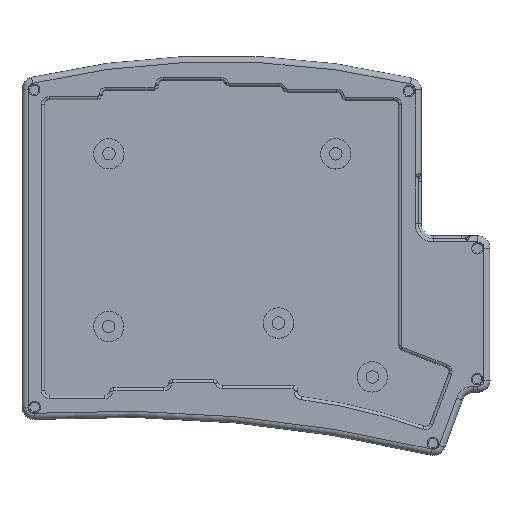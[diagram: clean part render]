
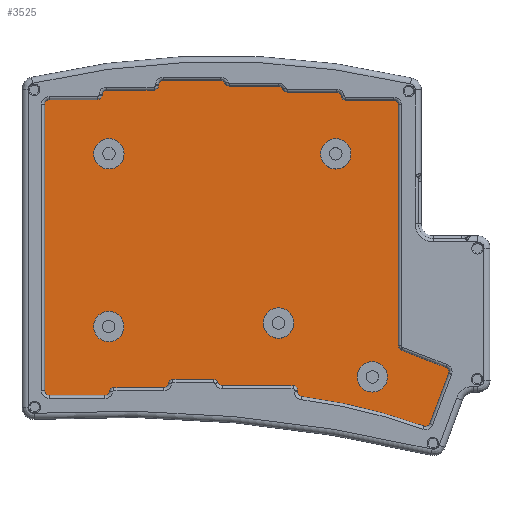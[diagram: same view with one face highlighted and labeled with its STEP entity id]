
A CAD part, top view. The second image highlights one B-rep face of the part: STEP entity #3525.
In plain terms, the highlighted planar face has unit normal (0, 0, 1).
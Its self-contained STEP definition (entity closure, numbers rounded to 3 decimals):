
#214=FACE_BOUND('',#550,.T.);
#215=FACE_BOUND('',#551,.T.);
#216=FACE_BOUND('',#552,.T.);
#217=FACE_BOUND('',#553,.T.);
#218=FACE_BOUND('',#554,.T.);
#245=PLANE('',#3818);
#329=FACE_OUTER_BOUND('',#549,.T.);
#549=EDGE_LOOP('',(#2589,#2590,#2591,#2592,#2593,#2594,#2595,#2596,#2597,
#2598,#2599,#2600,#2601,#2602,#2603));
#550=EDGE_LOOP('',(#2604));
#551=EDGE_LOOP('',(#2605));
#552=EDGE_LOOP('',(#2606));
#553=EDGE_LOOP('',(#2607));
#554=EDGE_LOOP('',(#2608));
#798=LINE('',#5839,#1011);
#802=LINE('',#5849,#1015);
#806=LINE('',#5861,#1019);
#807=LINE('',#5864,#1020);
#808=LINE('',#5872,#1021);
#1011=VECTOR('',#4470,10.);
#1015=VECTOR('',#4480,10.);
#1019=VECTOR('',#4494,10.);
#1020=VECTOR('',#4497,10.);
#1021=VECTOR('',#4504,10.);
#1229=CIRCLE('',#3812,10.5);
#1230=CIRCLE('',#3815,10.5);
#1231=CIRCLE('',#3817,2.);
#1232=CIRCLE('',#3819,2.);
#1233=CIRCLE('',#3820,2.);
#1234=CIRCLE('',#3821,271.59);
#1235=CIRCLE('',#3822,2.);
#1236=CIRCLE('',#3823,2.);
#1237=CIRCLE('',#3824,452.37);
#1238=CIRCLE('',#3825,2.);
#1239=CIRCLE('',#3826,5.);
#1240=CIRCLE('',#3827,5.);
#1241=CIRCLE('',#3828,5.);
#1242=CIRCLE('',#3829,5.);
#1243=CIRCLE('',#3830,5.);
#1555=VERTEX_POINT('',#5836);
#1556=VERTEX_POINT('',#5838);
#1557=VERTEX_POINT('',#5842);
#1558=VERTEX_POINT('',#5844);
#1559=VERTEX_POINT('',#5848);
#1560=VERTEX_POINT('',#5852);
#1561=VERTEX_POINT('',#5856);
#1562=VERTEX_POINT('',#5860);
#1563=VERTEX_POINT('',#5863);
#1564=VERTEX_POINT('',#5865);
#1565=VERTEX_POINT('',#5867);
#1566=VERTEX_POINT('',#5869);
#1567=VERTEX_POINT('',#5871);
#1568=VERTEX_POINT('',#5873);
#1569=VERTEX_POINT('',#5875);
#1570=VERTEX_POINT('',#5878);
#1571=VERTEX_POINT('',#5880);
#1572=VERTEX_POINT('',#5882);
#1573=VERTEX_POINT('',#5884);
#1574=VERTEX_POINT('',#5886);
#1946=EDGE_CURVE('',#1556,#1555,#798,.T.);
#1949=EDGE_CURVE('',#1558,#1557,#1229,.T.);
#1951=EDGE_CURVE('',#1559,#1558,#802,.T.);
#1954=EDGE_CURVE('',#1560,#1555,#1230,.F.);
#1956=EDGE_CURVE('',#1557,#1561,#1231,.T.);
#1957=EDGE_CURVE('',#1561,#1562,#806,.T.);
#1958=EDGE_CURVE('',#1562,#1556,#1232,.T.);
#1959=EDGE_CURVE('',#1560,#1563,#807,.T.);
#1960=EDGE_CURVE('',#1563,#1564,#1233,.T.);
#1961=EDGE_CURVE('',#1564,#1565,#1234,.T.);
#1962=EDGE_CURVE('',#1565,#1566,#1235,.T.);
#1963=EDGE_CURVE('',#1566,#1567,#808,.T.);
#1964=EDGE_CURVE('',#1567,#1568,#1236,.T.);
#1965=EDGE_CURVE('',#1568,#1569,#1237,.T.);
#1966=EDGE_CURVE('',#1569,#1559,#1238,.T.);
#1967=EDGE_CURVE('',#1570,#1570,#1239,.T.);
#1968=EDGE_CURVE('',#1571,#1571,#1240,.T.);
#1969=EDGE_CURVE('',#1572,#1572,#1241,.T.);
#1970=EDGE_CURVE('',#1573,#1573,#1242,.T.);
#1971=EDGE_CURVE('',#1574,#1574,#1243,.T.);
#2589=ORIENTED_EDGE('',*,*,#1956,.T.);
#2590=ORIENTED_EDGE('',*,*,#1957,.T.);
#2591=ORIENTED_EDGE('',*,*,#1958,.T.);
#2592=ORIENTED_EDGE('',*,*,#1946,.T.);
#2593=ORIENTED_EDGE('',*,*,#1954,.F.);
#2594=ORIENTED_EDGE('',*,*,#1959,.T.);
#2595=ORIENTED_EDGE('',*,*,#1960,.T.);
#2596=ORIENTED_EDGE('',*,*,#1961,.T.);
#2597=ORIENTED_EDGE('',*,*,#1962,.T.);
#2598=ORIENTED_EDGE('',*,*,#1963,.T.);
#2599=ORIENTED_EDGE('',*,*,#1964,.T.);
#2600=ORIENTED_EDGE('',*,*,#1965,.T.);
#2601=ORIENTED_EDGE('',*,*,#1966,.T.);
#2602=ORIENTED_EDGE('',*,*,#1951,.T.);
#2603=ORIENTED_EDGE('',*,*,#1949,.T.);
#2604=ORIENTED_EDGE('',*,*,#1967,.T.);
#2605=ORIENTED_EDGE('',*,*,#1968,.T.);
#2606=ORIENTED_EDGE('',*,*,#1969,.T.);
#2607=ORIENTED_EDGE('',*,*,#1970,.T.);
#2608=ORIENTED_EDGE('',*,*,#1971,.T.);
#3525=ADVANCED_FACE('',(#329,#214,#215,#216,#217,#218),#245,.T.);
#3812=AXIS2_PLACEMENT_3D('',#5845,#4475,#4476);
#3815=AXIS2_PLACEMENT_3D('',#5854,#4485,#4486);
#3817=AXIS2_PLACEMENT_3D('',#5858,#4490,#4491);
#3818=AXIS2_PLACEMENT_3D('',#5859,#4492,#4493);
#3819=AXIS2_PLACEMENT_3D('',#5862,#4495,#4496);
#3820=AXIS2_PLACEMENT_3D('',#5866,#4498,#4499);
#3821=AXIS2_PLACEMENT_3D('',#5868,#4500,#4501);
#3822=AXIS2_PLACEMENT_3D('',#5870,#4502,#4503);
#3823=AXIS2_PLACEMENT_3D('',#5874,#4505,#4506);
#3824=AXIS2_PLACEMENT_3D('',#5876,#4507,#4508);
#3825=AXIS2_PLACEMENT_3D('',#5877,#4509,#4510);
#3826=AXIS2_PLACEMENT_3D('',#5879,#4511,#4512);
#3827=AXIS2_PLACEMENT_3D('',#5881,#4513,#4514);
#3828=AXIS2_PLACEMENT_3D('',#5883,#4515,#4516);
#3829=AXIS2_PLACEMENT_3D('',#5885,#4517,#4518);
#3830=AXIS2_PLACEMENT_3D('',#5887,#4519,#4520);
#4470=DIRECTION('',(-1.,0.,0.));
#4475=DIRECTION('center_axis',(0.,0.,-1.));
#4476=DIRECTION('ref_axis',(0.936,-0.352,0.));
#4480=DIRECTION('',(0.352,0.936,0.));
#4485=DIRECTION('center_axis',(0.,0.,-1.));
#4486=DIRECTION('ref_axis',(-0.707,-0.707,0.));
#4490=DIRECTION('center_axis',(0.,0.,1.));
#4491=DIRECTION('ref_axis',(0.707,-0.707,0.));
#4492=DIRECTION('center_axis',(0.,0.,1.));
#4493=DIRECTION('ref_axis',(1.,0.,0.));
#4494=DIRECTION('',(0.,1.,0.));
#4495=DIRECTION('center_axis',(0.,0.,1.));
#4496=DIRECTION('ref_axis',(0.707,0.707,0.));
#4497=DIRECTION('',(0.,1.,0.));
#4498=DIRECTION('center_axis',(0.,0.,1.));
#4499=DIRECTION('ref_axis',(0.779,0.627,0.));
#4500=DIRECTION('center_axis',(0.,0.,1.));
#4501=DIRECTION('ref_axis',(0.219,0.976,0.));
#4502=DIRECTION('center_axis',(0.,0.,1.));
#4503=DIRECTION('ref_axis',(-0.778,0.628,0.));
#4504=DIRECTION('',(0.,-1.,0.));
#4505=DIRECTION('center_axis',(0.,0.,1.));
#4506=DIRECTION('ref_axis',(-0.689,-0.725,0.));
#4507=DIRECTION('center_axis',(0.,0.,-1.));
#4508=DIRECTION('ref_axis',(0.225,0.974,0.));
#4509=DIRECTION('center_axis',(0.,0.,1.));
#4510=DIRECTION('ref_axis',(0.474,-0.88,0.));
#4511=DIRECTION('center_axis',(0.,0.,-1.));
#4512=DIRECTION('ref_axis',(1.,0.,0.));
#4513=DIRECTION('center_axis',(0.,0.,-1.));
#4514=DIRECTION('ref_axis',(1.,0.,0.));
#4515=DIRECTION('center_axis',(0.,0.,-1.));
#4516=DIRECTION('ref_axis',(1.,0.,0.));
#4517=DIRECTION('center_axis',(0.,0.,-1.));
#4518=DIRECTION('ref_axis',(1.,0.,0.));
#4519=DIRECTION('center_axis',(0.,0.,-1.));
#4520=DIRECTION('ref_axis',(1.,0.,0.));
#5836=CARTESIAN_POINT('',(193.222,-144.655,3.));
#5838=CARTESIAN_POINT('',(203.246,-144.653,3.));
#5839=CARTESIAN_POINT('',(158.888,-144.662,3.));
#5842=CARTESIAN_POINT('',(203.784,-183.533,3.));
#5844=CARTESIAN_POINT('',(196.738,-189.965,3.));
#5845=CARTESIAN_POINT('Origin',(206.567,-193.657,3.));
#5848=CARTESIAN_POINT('',(192.115,-202.271,3.));
#5849=CARTESIAN_POINT('',(201.524,-177.223,3.));
#5852=CARTESIAN_POINT('',(182.72,-134.157,3.));
#5854=CARTESIAN_POINT('Origin',(193.22,-134.155,3.));
#5856=CARTESIAN_POINT('',(205.253,-181.604,3.));
#5858=CARTESIAN_POINT('Origin',(203.253,-181.605,3.));
#5859=CARTESIAN_POINT('Origin',(135.054,-144.971,3.));
#5860=CARTESIAN_POINT('',(205.247,-146.653,3.));
#5861=CARTESIAN_POINT('',(205.246,-144.805,3.));
#5862=CARTESIAN_POINT('Origin',(203.247,-146.653,3.));
#5863=CARTESIAN_POINT('',(182.712,-93.737,3.));
#5864=CARTESIAN_POINT('',(182.717,-118.547,3.));
#5865=CARTESIAN_POINT('',(181.138,-91.784,3.));
#5866=CARTESIAN_POINT('Origin',(180.712,-93.738,3.));
#5867=CARTESIAN_POINT('',(66.195,-91.604,3.));
#5868=CARTESIAN_POINT('Origin',(123.251,-357.133,3.));
#5869=CARTESIAN_POINT('',(64.615,-93.559,3.));
#5870=CARTESIAN_POINT('Origin',(66.615,-93.559,3.));
#5871=CARTESIAN_POINT('',(64.615,-190.924,3.));
#5872=CARTESIAN_POINT('',(64.615,-169.002,3.));
#5873=CARTESIAN_POINT('',(66.717,-192.921,3.));
#5874=CARTESIAN_POINT('Origin',(66.615,-190.924,3.));
#5875=CARTESIAN_POINT('',(189.801,-203.518,3.));
#5876=CARTESIAN_POINT('Origin',(89.819,-644.7,3.));
#5877=CARTESIAN_POINT('Origin',(190.243,-201.567,3.));
#5878=CARTESIAN_POINT('',(156.365,-111.045,3.));
#5879=CARTESIAN_POINT('Origin',(161.365,-111.045,3.));
#5880=CARTESIAN_POINT('',(81.56,-111.03,3.));
#5881=CARTESIAN_POINT('Origin',(86.56,-111.03,3.));
#5882=CARTESIAN_POINT('',(81.5,-168.,3.));
#5883=CARTESIAN_POINT('Origin',(86.5,-168.,3.));
#5884=CARTESIAN_POINT('',(137.474,-166.837,3.));
#5885=CARTESIAN_POINT('Origin',(142.474,-166.837,3.));
#5886=CARTESIAN_POINT('',(168.402,-184.588,3.));
#5887=CARTESIAN_POINT('Origin',(173.402,-184.588,3.));
